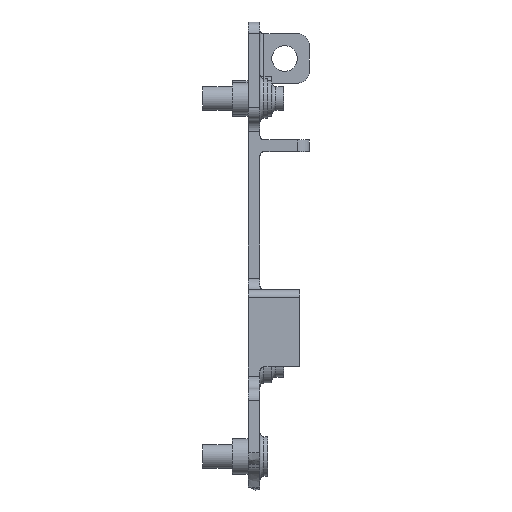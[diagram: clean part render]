
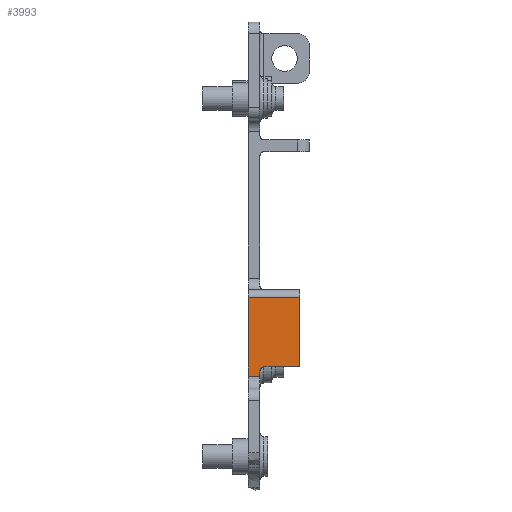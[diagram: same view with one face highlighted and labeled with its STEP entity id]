
A CAD part, left-side view. The second image highlights one B-rep face of the part: STEP entity #3993.
In plain terms, the highlighted planar face has unit normal (-1, 0, 0).
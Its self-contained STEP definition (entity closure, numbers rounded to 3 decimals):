
#180=PLANE('',#4451);
#347=FACE_OUTER_BOUND('',#603,.T.);
#603=EDGE_LOOP('',(#3231,#3232,#3233,#3234,#3235,#3236,#3237,#3238));
#800=LINE('',#6015,#1101);
#819=LINE('',#6125,#1120);
#890=LINE('',#6584,#1191);
#912=LINE('',#6714,#1213);
#929=LINE('',#6770,#1230);
#937=LINE('',#6801,#1238);
#939=LINE('',#6804,#1240);
#1101=VECTOR('',#4728,10.);
#1120=VECTOR('',#4847,1000.);
#1191=VECTOR('',#5260,17.5);
#1213=VECTOR('',#5334,1000.);
#1230=VECTOR('',#5377,17.5);
#1238=VECTOR('',#5411,10.);
#1240=VECTOR('',#5415,10.);
#1382=CIRCLE('',#4176,1.);
#1660=VERTEX_POINT('',#6005);
#1661=VERTEX_POINT('',#6007);
#1663=VERTEX_POINT('',#6013);
#1696=VERTEX_POINT('',#6124);
#1841=VERTEX_POINT('',#6582);
#1842=VERTEX_POINT('',#6583);
#1892=VERTEX_POINT('',#6712);
#1918=VERTEX_POINT('',#6768);
#2067=EDGE_CURVE('',#1660,#1661,#1382,.T.);
#2071=EDGE_CURVE('',#1663,#1660,#800,.T.);
#2122=EDGE_CURVE('',#1696,#1661,#819,.T.);
#2320=EDGE_CURVE('',#1841,#1842,#890,.T.);
#2372=EDGE_CURVE('',#1841,#1892,#912,.T.);
#2400=EDGE_CURVE('',#1663,#1918,#929,.T.);
#2416=EDGE_CURVE('',#1696,#1892,#937,.T.);
#2418=EDGE_CURVE('',#1918,#1842,#939,.T.);
#3231=ORIENTED_EDGE('',*,*,#2416,.F.);
#3232=ORIENTED_EDGE('',*,*,#2122,.T.);
#3233=ORIENTED_EDGE('',*,*,#2067,.F.);
#3234=ORIENTED_EDGE('',*,*,#2071,.F.);
#3235=ORIENTED_EDGE('',*,*,#2400,.T.);
#3236=ORIENTED_EDGE('',*,*,#2418,.T.);
#3237=ORIENTED_EDGE('',*,*,#2320,.F.);
#3238=ORIENTED_EDGE('',*,*,#2372,.T.);
#3993=ADVANCED_FACE('',(#347),#180,.T.);
#4176=AXIS2_PLACEMENT_3D('',#6008,#4721,#4722);
#4451=AXIS2_PLACEMENT_3D('',#6803,#5413,#5414);
#4721=DIRECTION('center_axis',(-1.,0.,0.));
#4722=DIRECTION('ref_axis',(0.,0.707,0.707));
#4728=DIRECTION('',(0.,1.,0.));
#4847=DIRECTION('',(0.,0.,1.));
#5260=DIRECTION('',(0.,0.,1.));
#5334=DIRECTION('',(0.,0.,-1.));
#5377=DIRECTION('',(0.,0.,1.));
#5411=DIRECTION('',(0.,1.,0.));
#5413=DIRECTION('center_axis',(-1.,0.,0.));
#5414=DIRECTION('ref_axis',(0.,0.,1.));
#5415=DIRECTION('',(0.,1.,0.));
#6005=CARTESIAN_POINT('',(-54.,117.6,10.65));
#6007=CARTESIAN_POINT('',(-54.,118.6,9.65));
#6008=CARTESIAN_POINT('Origin',(-54.,117.6,9.65));
#6013=CARTESIAN_POINT('',(-54.,108.5,10.65));
#6015=CARTESIAN_POINT('',(-54.,108.5,10.65));
#6124=CARTESIAN_POINT('',(-54.,118.6,8.25));
#6125=CARTESIAN_POINT('',(-54.,118.6,-15.));
#6582=CARTESIAN_POINT('',(-54.,121.6,10.65));
#6583=CARTESIAN_POINT('',(-54.,121.6,28.15));
#6584=CARTESIAN_POINT('',(-54.,121.6,10.65));
#6712=CARTESIAN_POINT('',(-54.,121.6,8.25));
#6714=CARTESIAN_POINT('',(-54.,121.6,5.25));
#6768=CARTESIAN_POINT('',(-54.,108.5,28.15));
#6770=CARTESIAN_POINT('',(-54.,108.5,10.65));
#6801=CARTESIAN_POINT('',(-54.,110.05,8.25));
#6803=CARTESIAN_POINT('Origin',(-54.,108.5,10.65));
#6804=CARTESIAN_POINT('',(-54.,108.5,28.15));
